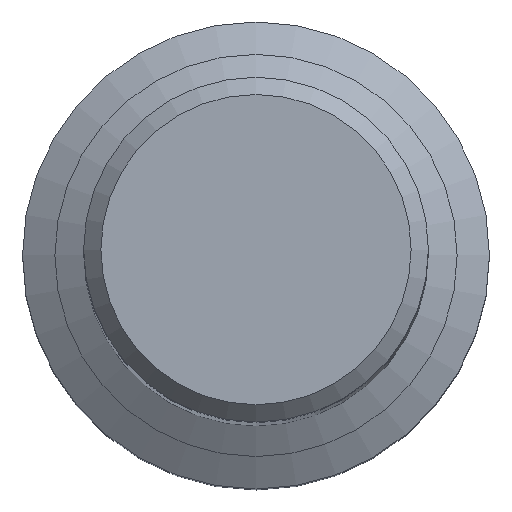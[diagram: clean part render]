
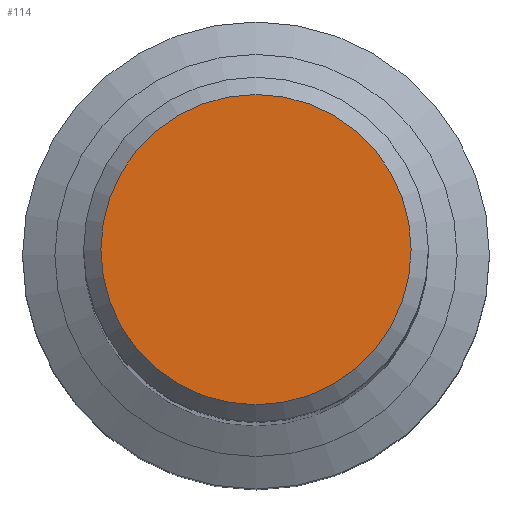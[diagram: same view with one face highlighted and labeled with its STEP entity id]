
A CAD part, top view. The second image highlights one B-rep face of the part: STEP entity #114.
In plain terms, the highlighted free-form (B-spline) face has degree [1, 1] with [2, 2] control points.
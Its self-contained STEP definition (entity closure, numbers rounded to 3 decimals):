
#74 = VERTEX_POINT('', #75);
#75 = CARTESIAN_POINT('', (-3.692, 0., 0.));
#81 = EDGE_CURVE('', #74, #74, #82, .T.);
#82 = CIRCLE('', #83, 3.692);
#83 = AXIS2_PLACEMENT_3D('', #84, #85, #86);
#84 = CARTESIAN_POINT('', (0., 0., 0.));
#85 = DIRECTION('', (0., 0., -1.));
#86 = DIRECTION('', (-1., 0., 0.));
#114 = ADVANCED_FACE('', (#115), #118, .T.);
#115 = FACE_OUTER_BOUND('', #116, .T.);
#116 = EDGE_LOOP('', (#117));
#117 = ORIENTED_EDGE('', *, *, #81, .F.);
#118 = B_SPLINE_SURFACE_WITH_KNOTS('', 1, 1, ((#119, #120), (#121, #122)), .UNSPECIFIED., .F., .F., .U., (2, 2), (2, 2), (2.05, 9.436), (2.05, 9.436), .UNSPECIFIED.);
#119 = CARTESIAN_POINT('', (3.693, -3.693, 0.));
#120 = CARTESIAN_POINT('', (-3.693, -3.693, 0.));
#121 = CARTESIAN_POINT('', (3.693, 3.693, 0.));
#122 = CARTESIAN_POINT('', (-3.693, 3.693, 0.));
